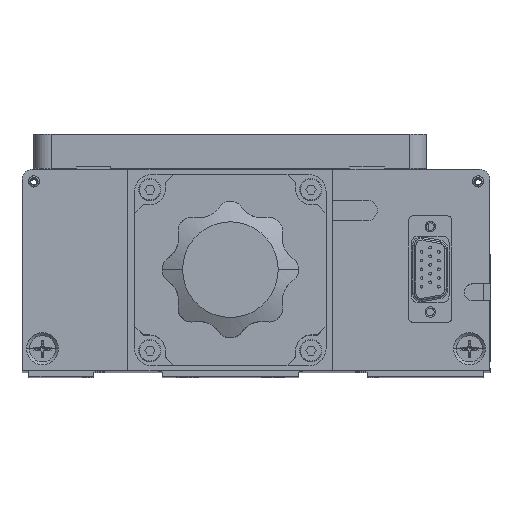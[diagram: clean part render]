
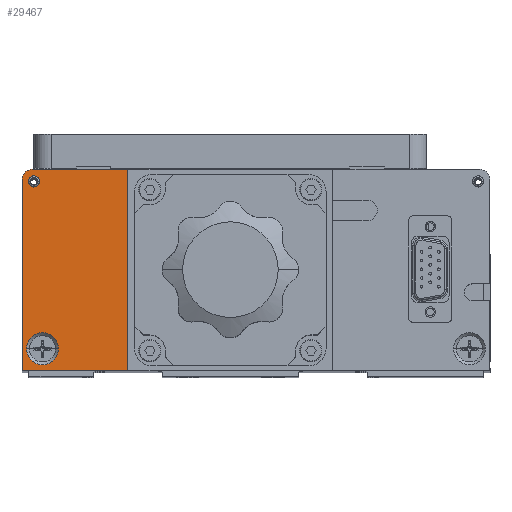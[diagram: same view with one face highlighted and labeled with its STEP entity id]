
A CAD part, top view. The second image highlights one B-rep face of the part: STEP entity #29467.
In plain terms, the highlighted planar face has unit normal (0, 0, 1).
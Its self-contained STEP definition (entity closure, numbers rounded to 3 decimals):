
#747 = CARTESIAN_POINT ( 'NONE',  ( -71.611, 47.082, 142.5 ) ) ;
#817 = VERTEX_POINT ( 'NONE', #35338 ) ;
#905 = CARTESIAN_POINT ( 'NONE',  ( -71.611, 47.082, 142.5 ) ) ;
#1491 = CARTESIAN_POINT ( 'NONE',  ( -66.461, 46.582, 142.5 ) ) ;
#1999 = AXIS2_PLACEMENT_3D ( 'NONE', #33254, #14976, #36340 ) ;
#2410 = DIRECTION ( 'NONE',  ( 1., 0., 0. ) ) ;
#3339 = DIRECTION ( 'NONE',  ( 0., 0., 1. ) ) ;
#3888 = LINE ( 'NONE', #26573, #27332 ) ;
#4801 = EDGE_CURVE ( 'NONE', #5124, #39565, #9750, .T. ) ;
#5080 = EDGE_CURVE ( 'NONE', #30185, #26700, #8768, .T. ) ;
#5124 = VERTEX_POINT ( 'NONE', #25077 ) ;
#5468 = DIRECTION ( 'NONE',  ( 0., 0., 1. ) ) ;
#6326 = AXIS2_PLACEMENT_3D ( 'NONE', #21711, #3339, #24739 ) ;
#6797 = EDGE_CURVE ( 'NONE', #39565, #5124, #7057, .T. ) ;
#6986 = CARTESIAN_POINT ( 'NONE',  ( -60.911, -2.418, 142.5 ) ) ;
#7034 = EDGE_LOOP ( 'NONE', ( #39481, #12006 ) ) ;
#7057 = CIRCLE ( 'NONE', #17533, 1.65 ) ;
#7157 = ORIENTED_EDGE ( 'NONE', *, *, #6797, .F. ) ;
#8768 = LINE ( 'NONE', #21646, #23097 ) ;
#9058 = DIRECTION ( 'NONE',  ( 0., 0., 1. ) ) ;
#9750 = CIRCLE ( 'NONE', #22788, 1.65 ) ;
#10649 = VECTOR ( 'NONE', #33498, 1000. ) ;
#10757 = VERTEX_POINT ( 'NONE', #6986 ) ;
#11474 = DIRECTION ( 'NONE',  ( 1., 0., 0. ) ) ;
#12006 = ORIENTED_EDGE ( 'NONE', *, *, #14298, .F. ) ;
#12432 = ORIENTED_EDGE ( 'NONE', *, *, #17888, .T. ) ;
#12854 = EDGE_CURVE ( 'NONE', #10757, #38686, #34984, .T. ) ;
#13058 = DIRECTION ( 'NONE',  ( 0., 0., 1. ) ) ;
#13470 = LINE ( 'NONE', #905, #32552 ) ;
#13726 = ORIENTED_EDGE ( 'NONE', *, *, #31783, .T. ) ;
#14298 = EDGE_CURVE ( 'NONE', #38686, #10757, #28713, .T. ) ;
#14976 = DIRECTION ( 'NONE',  ( 0., 0., 1. ) ) ;
#16327 = FACE_BOUND ( 'NONE', #26205, .T. ) ;
#17280 = FACE_BOUND ( 'NONE', #7034, .T. ) ;
#17413 = VERTEX_POINT ( 'NONE', #747 ) ;
#17533 = AXIS2_PLACEMENT_3D ( 'NONE', #23779, #5468, #26840 ) ;
#17888 = EDGE_CURVE ( 'NONE', #26700, #17413, #35128, .T. ) ;
#18281 = EDGE_CURVE ( 'NONE', #817, #30185, #26928, .T. ) ;
#18403 = ORIENTED_EDGE ( 'NONE', *, *, #18281, .T. ) ;
#20795 = DIRECTION ( 'NONE',  ( 0., 0., 1. ) ) ;
#20915 = ORIENTED_EDGE ( 'NONE', *, *, #4801, .F. ) ;
#21001 = PLANE ( 'NONE',  #1999 ) ;
#21442 = CARTESIAN_POINT ( 'NONE',  ( -71.611, -8.918, 142.5 ) ) ;
#21646 = CARTESIAN_POINT ( 'NONE',  ( -40.611, 50.082, 142.5 ) ) ;
#21711 = CARTESIAN_POINT ( 'NONE',  ( -68.611, 47.082, 142.5 ) ) ;
#22296 = DIRECTION ( 'NONE',  ( 0., -1., 0. ) ) ;
#22788 = AXIS2_PLACEMENT_3D ( 'NONE', #31312, #13058, #34396 ) ;
#23097 = VECTOR ( 'NONE', #33886, 1000. ) ;
#23608 = ORIENTED_EDGE ( 'NONE', *, *, #36182, .T. ) ;
#23779 = CARTESIAN_POINT ( 'NONE',  ( -68.111, 46.582, 142.5 ) ) ;
#24430 = FACE_OUTER_BOUND ( 'NONE', #27937, .T. ) ;
#24739 = DIRECTION ( 'NONE',  ( 1., 0., 0. ) ) ;
#25077 = CARTESIAN_POINT ( 'NONE',  ( -69.761, 46.582, 142.5 ) ) ;
#26205 = EDGE_LOOP ( 'NONE', ( #20915, #7157 ) ) ;
#26367 = ORIENTED_EDGE ( 'NONE', *, *, #5080, .T. ) ;
#26573 = CARTESIAN_POINT ( 'NONE',  ( -40.611, -8.918, 142.5 ) ) ;
#26700 = VERTEX_POINT ( 'NONE', #33180 ) ;
#26840 = DIRECTION ( 'NONE',  ( 1., 0., 0. ) ) ;
#26928 = LINE ( 'NONE', #27378, #10649 ) ;
#27332 = VECTOR ( 'NONE', #11474, 1000. ) ;
#27378 = CARTESIAN_POINT ( 'NONE',  ( -40.611, 50.082, 142.5 ) ) ;
#27390 = CARTESIAN_POINT ( 'NONE',  ( -65.611, -2.418, 142.5 ) ) ;
#27937 = EDGE_LOOP ( 'NONE', ( #12432, #13726, #23608, #18403, #26367 ) ) ;
#28713 = CIRCLE ( 'NONE', #32947, 4.7 ) ;
#29467 = ADVANCED_FACE ( 'NONE', ( #17280, #24430, #16327 ), #21001, .T. ) ;
#29566 = AXIS2_PLACEMENT_3D ( 'NONE', #39084, #20795, #2410 ) ;
#30185 = VERTEX_POINT ( 'NONE', #34258 ) ;
#30430 = DIRECTION ( 'NONE',  ( 1., 0., 0. ) ) ;
#30847 = CARTESIAN_POINT ( 'NONE',  ( -70.311, -2.418, 142.5 ) ) ;
#31312 = CARTESIAN_POINT ( 'NONE',  ( -68.111, 46.582, 142.5 ) ) ;
#31783 = EDGE_CURVE ( 'NONE', #17413, #33676, #13470, .T. ) ;
#32552 = VECTOR ( 'NONE', #22296, 1000. ) ;
#32947 = AXIS2_PLACEMENT_3D ( 'NONE', #27390, #9058, #30430 ) ;
#33180 = CARTESIAN_POINT ( 'NONE',  ( -68.611, 50.082, 142.5 ) ) ;
#33254 = CARTESIAN_POINT ( 'NONE',  ( -68.611, 47.082, 142.5 ) ) ;
#33498 = DIRECTION ( 'NONE',  ( 0., 1., 0. ) ) ;
#33676 = VERTEX_POINT ( 'NONE', #21442 ) ;
#33886 = DIRECTION ( 'NONE',  ( -1., 0., 0. ) ) ;
#34258 = CARTESIAN_POINT ( 'NONE',  ( -40.611, 50.082, 142.5 ) ) ;
#34396 = DIRECTION ( 'NONE',  ( 1., 0., 0. ) ) ;
#34984 = CIRCLE ( 'NONE', #29566, 4.7 ) ;
#35128 = CIRCLE ( 'NONE', #6326, 3. ) ;
#35338 = CARTESIAN_POINT ( 'NONE',  ( -40.611, -8.918, 142.5 ) ) ;
#36182 = EDGE_CURVE ( 'NONE', #33676, #817, #3888, .T. ) ;
#36340 = DIRECTION ( 'NONE',  ( 1., 0., 0. ) ) ;
#38686 = VERTEX_POINT ( 'NONE', #30847 ) ;
#39084 = CARTESIAN_POINT ( 'NONE',  ( -65.611, -2.418, 142.5 ) ) ;
#39481 = ORIENTED_EDGE ( 'NONE', *, *, #12854, .F. ) ;
#39565 = VERTEX_POINT ( 'NONE', #1491 ) ;
